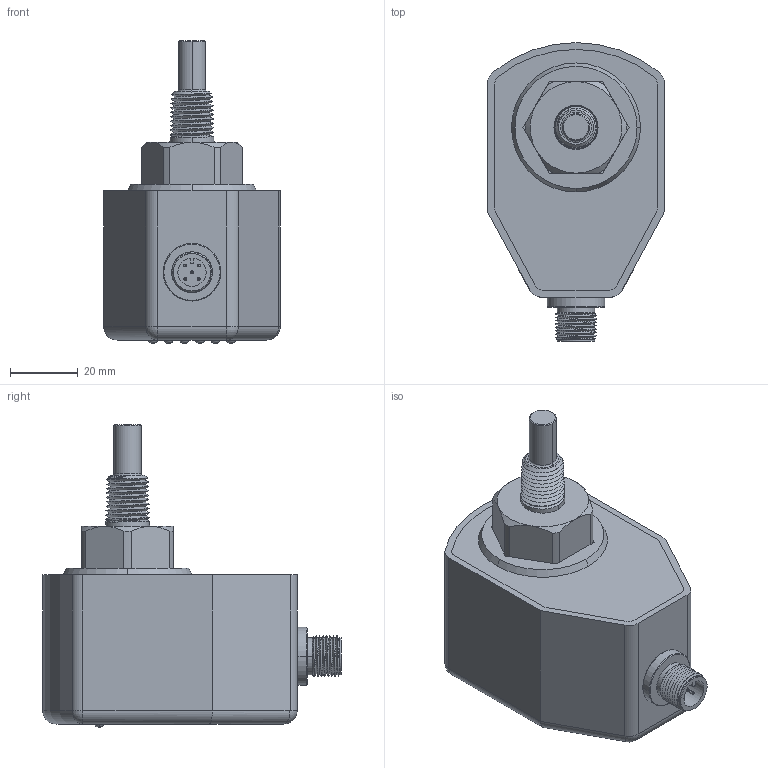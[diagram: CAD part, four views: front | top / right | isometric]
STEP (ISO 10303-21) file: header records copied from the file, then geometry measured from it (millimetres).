
FILE_DESCRIPTION (( 'STEP AP214' ), '1' );
FILE_NAME ('FS100-R14MM30-3D.STEP', '2021-10-21T01:56:50', ( '' ), ( '' ), 'SwSTEP 2.0', 'SolidWorks 2018', '' );
FILE_SCHEMA (( 'AUTOMOTIVE_DESIGN' ));
Length unit declared in the file: millimetre
Products named in the file (6): FS100-R14MM30-3D; KYF12J5Z-M12-O-Q.stp; FS100-01-01.stp; FS100-01.stp; FS100-R14MM30-3D.stp; FS-R14M-30-3D.stp
Assembly tree (5 placements, depth 3):
  FS100-R14MM30-3D
    FS100-R14MM30-3D.stp
      FS100-01.stp
      KYF12J5Z-M12-O-Q.stp
      FS100-01-01.stp
      FS-R14M-30-3D.stp
Bounding box: 52 x 88 x 89.3 mm (x, y, z)
Volume: 55484.6 mm3; surface area: 40309.9 mm2
Topology: 4 solids, 4 shells, 806 faces, 2173 edges, 1425 vertices
Faces by surface type: plane 570, cylinder 129, cone 50, sphere 33, bspline 19, torus 5
Entity records: 29476 total; most frequent: CARTESIAN_POINT 9541, ORIENTED_EDGE 4202, DIRECTION 3847, EDGE_CURVE 2101, LINE 1615, VECTOR 1615, VERTEX_POINT 1385, AXIS2_PLACEMENT_3D 1116
